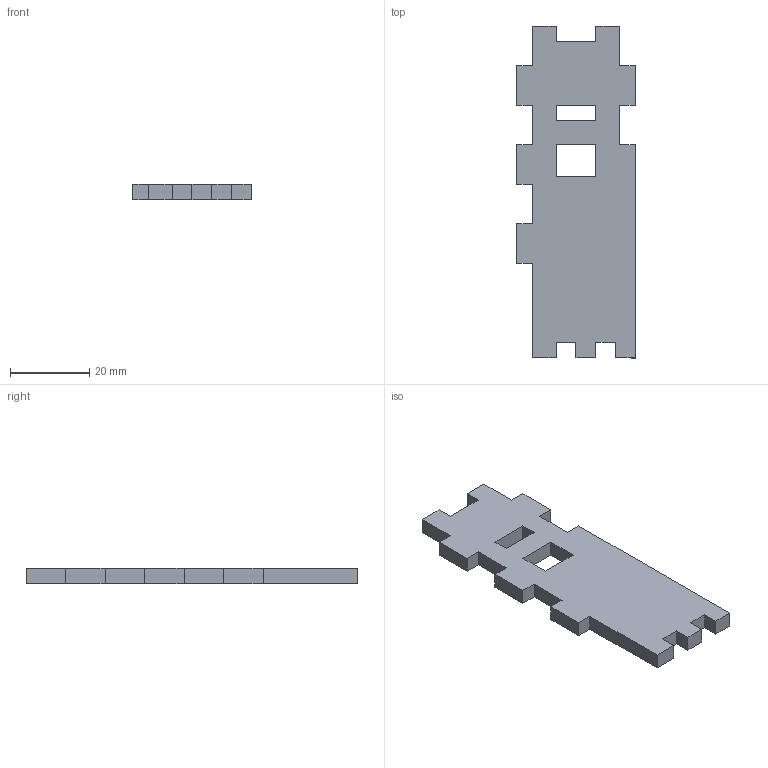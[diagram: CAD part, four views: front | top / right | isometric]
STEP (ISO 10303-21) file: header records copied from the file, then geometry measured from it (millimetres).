
FILE_DESCRIPTION(/* description */ (''),/* implementation_level */ '2;1');
FILE_NAME(/* name */ '001_20180725_TLv2_03_tubeholder_sides.stp',/* time_stamp */ '2018-09-14T14:48:01+02:00',/* author */ (''),/* organization */ (''),/* preprocessor_version */ 'ST-DEVELOPER v16.7',/* originating_system */ 'SIEMENS PLM Software NX 12.0',/* authorisation */ '');
FILE_SCHEMA (('AP203_CONFIGURATION_CONTROLLED_3D_DESIGN_OF_MECHANICAL_PARTS_AND_ASSEMBLIES_MIM_LF { 1 0 10303 403 2 1 2}'));
Length unit declared in the file: millimetre
Products named in the file (1): 001_20180725_TLv2_03_tubeholder_sides
Bounding box: 30 x 84 x 4 mm (x, y, z)
Volume: 8096 mm3; surface area: 5408 mm2
Topology: 1 solids, 1 shells, 44 faces, 172 edges, 177 vertices
Faces by surface type: plane 44
Entity records: 1954 total; most frequent: CARTESIAN_POINT 303, DIRECTION 264, ORIENTED_EDGE 252, LINE 172, VECTOR 172, EDGE_CURVE 126, VERTEX_POINT 84, STYLED_ITEM 49
